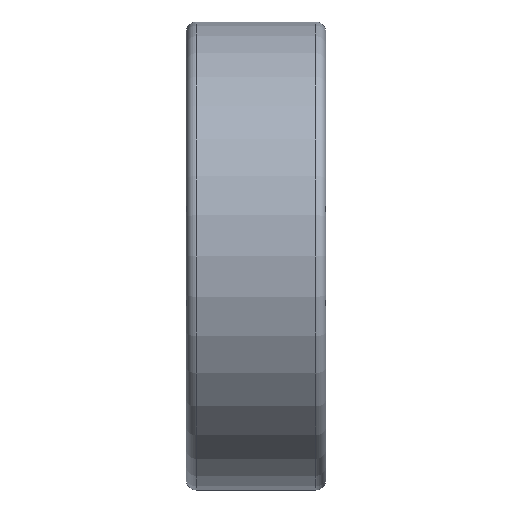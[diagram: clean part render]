
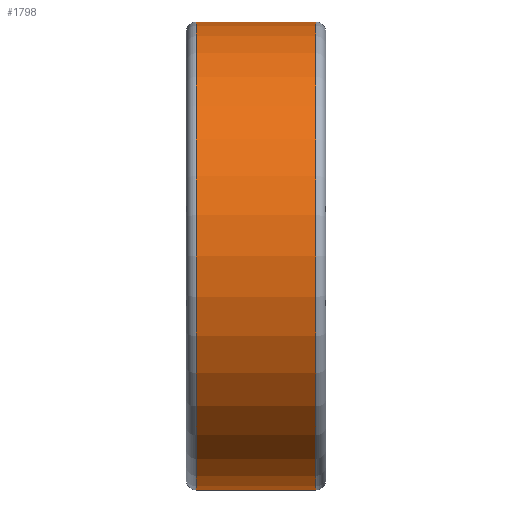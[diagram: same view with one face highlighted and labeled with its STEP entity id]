
A CAD part, front view. The second image highlights one B-rep face of the part: STEP entity #1798.
In plain terms, the highlighted cylindrical face has radius 23.5 mm (diameter 47 mm), a partial arc.
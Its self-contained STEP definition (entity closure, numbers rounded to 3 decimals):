
#93 = EDGE_CURVE ( 'NONE', #2215, #1118, #1852, .T. ) ;
#239 = FACE_OUTER_BOUND ( 'NONE', #1862, .T. ) ;
#345 = CARTESIAN_POINT ( 'NONE',  ( -20.638, 0., 0. ) ) ;
#405 = VECTOR ( 'NONE', #1958, 1000. ) ;
#412 = DIRECTION ( 'NONE',  ( 1., 0., 0. ) ) ;
#488 = ORIENTED_EDGE ( 'NONE', *, *, #671, .T. ) ;
#671 = EDGE_CURVE ( 'NONE', #3115, #695, #1810, .T. ) ;
#695 = VERTEX_POINT ( 'NONE', #1207 ) ;
#714 = ORIENTED_EDGE ( 'NONE', *, *, #2959, .T. ) ;
#761 = AXIS2_PLACEMENT_3D ( 'NONE', #1985, #412, #2242 ) ;
#891 = CARTESIAN_POINT ( 'NONE',  ( 6., 0., 0. ) ) ;
#1077 = VECTOR ( 'NONE', #1801, 1000. ) ;
#1118 = VERTEX_POINT ( 'NONE', #1946 ) ;
#1156 = DIRECTION ( 'NONE',  ( 0., 0., -1. ) ) ;
#1207 = CARTESIAN_POINT ( 'NONE',  ( 6., 0., -23.5 ) ) ;
#1406 = DIRECTION ( 'NONE',  ( 1., 0., 0. ) ) ;
#1470 = CIRCLE ( 'NONE', #2174, 23.5 ) ;
#1798 = ADVANCED_FACE ( 'NONE', ( #239 ), #2171, .T. ) ;
#1801 = DIRECTION ( 'NONE',  ( 1., 0., 0. ) ) ;
#1805 = ORIENTED_EDGE ( 'NONE', *, *, #93, .F. ) ;
#1810 = LINE ( 'NONE', #1972, #405 ) ;
#1834 = EDGE_CURVE ( 'NONE', #1118, #695, #1470, .T. ) ;
#1852 = LINE ( 'NONE', #2833, #1077 ) ;
#1862 = EDGE_LOOP ( 'NONE', ( #1805, #714, #488, #1865 ) ) ;
#1865 = ORIENTED_EDGE ( 'NONE', *, *, #1834, .F. ) ;
#1946 = CARTESIAN_POINT ( 'NONE',  ( 6., 0., 23.5 ) ) ;
#1958 = DIRECTION ( 'NONE',  ( 1., 0., 0. ) ) ;
#1972 = CARTESIAN_POINT ( 'NONE',  ( -20.638, 0., -23.5 ) ) ;
#1985 = CARTESIAN_POINT ( 'NONE',  ( -6., 0., 0. ) ) ;
#2052 = CARTESIAN_POINT ( 'NONE',  ( -6., 0., -23.5 ) ) ;
#2171 = CYLINDRICAL_SURFACE ( 'NONE', #2420, 23.5 ) ;
#2174 = AXIS2_PLACEMENT_3D ( 'NONE', #891, #2735, #1156 ) ;
#2215 = VERTEX_POINT ( 'NONE', #2927 ) ;
#2242 = DIRECTION ( 'NONE',  ( 0., 0., -1. ) ) ;
#2420 = AXIS2_PLACEMENT_3D ( 'NONE', #345, #1406, #2703 ) ;
#2703 = DIRECTION ( 'NONE',  ( 0., 0., -1. ) ) ;
#2712 = CIRCLE ( 'NONE', #761, 23.5 ) ;
#2735 = DIRECTION ( 'NONE',  ( 1., 0., 0. ) ) ;
#2833 = CARTESIAN_POINT ( 'NONE',  ( -20.638, 0., 23.5 ) ) ;
#2927 = CARTESIAN_POINT ( 'NONE',  ( -6., 0., 23.5 ) ) ;
#2959 = EDGE_CURVE ( 'NONE', #2215, #3115, #2712, .T. ) ;
#3115 = VERTEX_POINT ( 'NONE', #2052 ) ;
